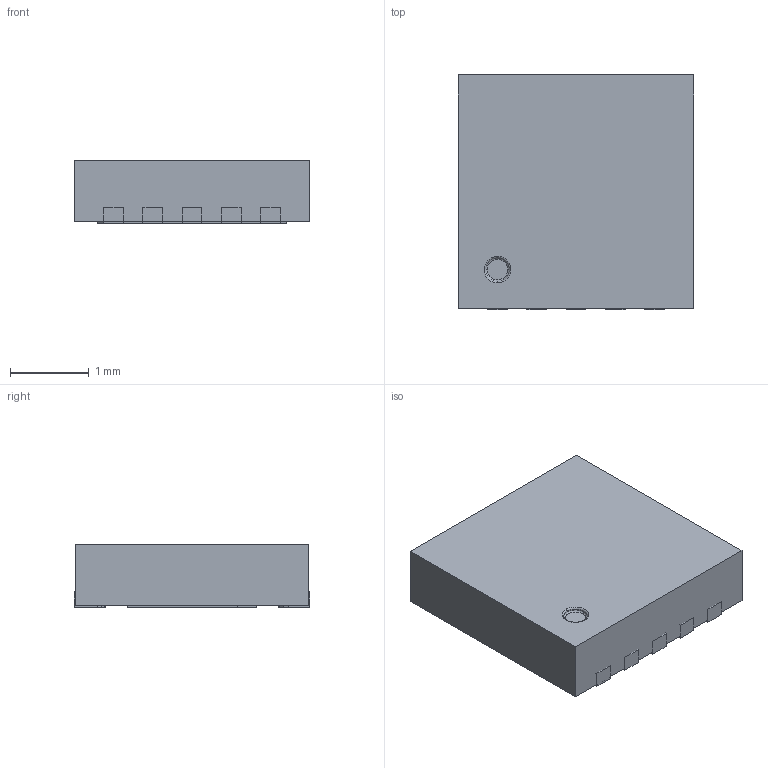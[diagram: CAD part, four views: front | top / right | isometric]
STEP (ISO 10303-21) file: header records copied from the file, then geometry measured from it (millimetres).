
FILE_DESCRIPTION (( 'STEP AP214' ), '1' );
FILE_NAME ('User Library-DFN-10.STEP', '2013-03-28T12:27:59', ( 'Windows User' ), ( '' ), 'SwSTEP 2.0', 'SolidWorks 2013', '' );
FILE_SCHEMA (( 'AUTOMOTIVE_DESIGN' ));
Length unit declared in the file: millimetre
Products named in the file (4): User Library-DFN-10_DFN_10011; User Library-DFN-10_Fillet; User Library-DFN-10_Fusion; User Library-DFN-10
Assembly tree (3 placements, depth 2):
  User Library-DFN-10
    User Library-DFN-10_Fusion
    User Library-DFN-10_Fillet
    User Library-DFN-10_DFN_10011
Bounding box: 3 x 3 x 0.8 mm (x, y, z)
Surface area: 40.9 mm2
Topology: 12 solids, 12 shells, 140 faces, 344 edges, 229 vertices
Faces by surface type: plane 134, bspline 4, cylinder 2
Entity records: 5895 total; most frequent: CARTESIAN_POINT 818, ORIENTED_EDGE 688, DIRECTION 633, EDGE_CURVE 344, VECTOR 329, LINE 329, VERTEX_POINT 229, UNCERTAINTY_MEASURE_WITH_UNIT 159
